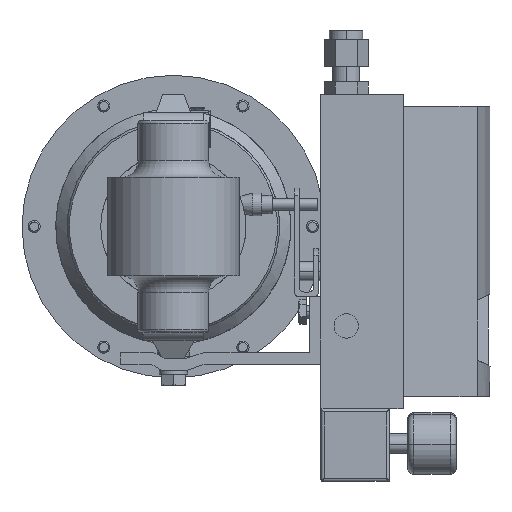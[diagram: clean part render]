
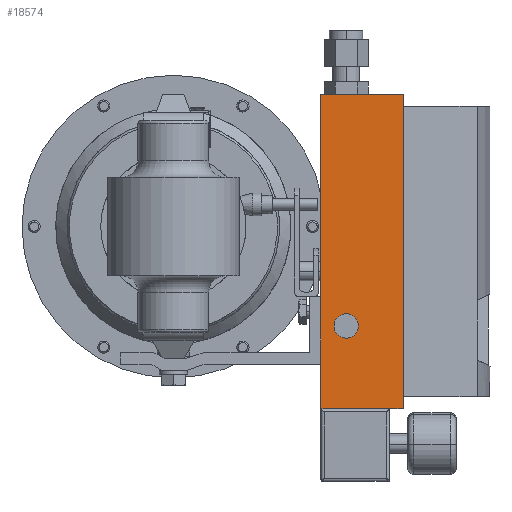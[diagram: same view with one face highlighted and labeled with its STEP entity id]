
A CAD part, front view. The second image highlights one B-rep face of the part: STEP entity #18574.
In plain terms, the highlighted planar face has unit normal (0, -1, 0).
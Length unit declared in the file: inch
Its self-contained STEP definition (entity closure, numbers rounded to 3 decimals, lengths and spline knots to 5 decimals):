
#382 = CARTESIAN_POINT ( 'NONE',  ( 3.04884, 4.37456, 2.73652 ) ) ;
#854 = CARTESIAN_POINT ( 'NONE',  ( 3.04884, 4.37456, -2.84348 ) ) ;
#1624 = VECTOR ( 'NONE', #30909, 39.37008 ) ;
#3181 = CARTESIAN_POINT ( 'NONE',  ( 4.74881, 4.37456, -3.51348 ) ) ;
#3223 = DIRECTION ( 'NONE',  ( 0., 0., -1. ) ) ;
#3370 = ORIENTED_EDGE ( 'NONE', *, *, #15380, .T. ) ;
#3376 = FACE_BOUND ( 'NONE', #5251, .T. ) ;
#3438 = CIRCLE ( 'NONE', #12278, 0.25157 ) ;
#3618 = DIRECTION ( 'NONE',  ( 0., -1., 0. ) ) ;
#3666 = CARTESIAN_POINT ( 'NONE',  ( 3.56992, 4.37456, -2.05174 ) ) ;
#3968 = DIRECTION ( 'NONE',  ( -1., 0., 0. ) ) ;
#5251 = EDGE_LOOP ( 'NONE', ( #14392, #17005 ) ) ;
#5601 = CARTESIAN_POINT ( 'NONE',  ( 3.31835, 4.37456, -2.05174 ) ) ;
#5920 = PLANE ( 'NONE',  #19250 ) ;
#6024 = LINE ( 'NONE', #3181, #6307 ) ;
#6167 = CARTESIAN_POINT ( 'NONE',  ( 3.04884, 4.37456, -3.76348 ) ) ;
#6307 = VECTOR ( 'NONE', #3223, 39.37008 ) ;
#6639 = DIRECTION ( 'NONE',  ( 1., 0., 0. ) ) ;
#6831 = ORIENTED_EDGE ( 'NONE', *, *, #19994, .F. ) ;
#7327 = EDGE_CURVE ( 'NONE', #22777, #28470, #26630, .T. ) ;
#7610 = EDGE_CURVE ( 'NONE', #10837, #9604, #29157, .T. ) ;
#8195 = CARTESIAN_POINT ( 'NONE',  ( 4.74881, 4.37456, 2.48652 ) ) ;
#8245 = CARTESIAN_POINT ( 'NONE',  ( 4.46625, 4.37456, -3.76348 ) ) ;
#9604 = VERTEX_POINT ( 'NONE', #26434 ) ;
#10079 = EDGE_CURVE ( 'NONE', #11036, #22777, #23193, .T. ) ;
#10396 = DIRECTION ( 'NONE',  ( -1., 0., 0. ) ) ;
#10837 = VERTEX_POINT ( 'NONE', #8195 ) ;
#10891 = CARTESIAN_POINT ( 'NONE',  ( 3.56992, 4.37456, -2.05174 ) ) ;
#10985 = DIRECTION ( 'NONE',  ( 0., -1., 0. ) ) ;
#11036 = VERTEX_POINT ( 'NONE', #382 ) ;
#11135 = CARTESIAN_POINT ( 'NONE',  ( 4.74881, 4.37456, 2.73652 ) ) ;
#11181 = ORIENTED_EDGE ( 'NONE', *, *, #7610, .F. ) ;
#11497 = VERTEX_POINT ( 'NONE', #32726 ) ;
#11914 = FACE_OUTER_BOUND ( 'NONE', #27780, .T. ) ;
#12270 = LINE ( 'NONE', #11135, #32362 ) ;
#12278 = AXIS2_PLACEMENT_3D ( 'NONE', #10891, #10985, #10396 ) ;
#12958 = CARTESIAN_POINT ( 'NONE',  ( 6.05485, 4.37456, -3.76348 ) ) ;
#13017 = CARTESIAN_POINT ( 'NONE',  ( 3.04884, 4.37456, -3.51348 ) ) ;
#13640 = VERTEX_POINT ( 'NONE', #5601 ) ;
#13667 = EDGE_CURVE ( 'NONE', #28470, #18259, #30373, .T. ) ;
#14015 = CARTESIAN_POINT ( 'NONE',  ( 3.04884, 4.37456, -3.51348 ) ) ;
#14021 = DIRECTION ( 'NONE',  ( 0., 0., -1. ) ) ;
#14147 = ORIENTED_EDGE ( 'NONE', *, *, #24817, .F. ) ;
#14392 = ORIENTED_EDGE ( 'NONE', *, *, #31598, .F. ) ;
#15004 = ORIENTED_EDGE ( 'NONE', *, *, #13667, .T. ) ;
#15130 = AXIS2_PLACEMENT_3D ( 'NONE', #3666, #3618, #3968 ) ;
#15380 = EDGE_CURVE ( 'NONE', #31350, #30917, #24179, .T. ) ;
#15402 = LINE ( 'NONE', #30759, #1624 ) ;
#16973 = LINE ( 'NONE', #12958, #22935 ) ;
#17005 = ORIENTED_EDGE ( 'NONE', *, *, #25762, .F. ) ;
#17419 = ORIENTED_EDGE ( 'NONE', *, *, #25961, .T. ) ;
#18259 = VERTEX_POINT ( 'NONE', #6167 ) ;
#18574 = ADVANCED_FACE ( 'NONE', ( #11914, #3376 ), #5920, .F. ) ;
#18945 = DIRECTION ( 'NONE',  ( -1., 0., 0. ) ) ;
#19250 = AXIS2_PLACEMENT_3D ( 'NONE', #20494, #19496, #18945 ) ;
#19373 = CARTESIAN_POINT ( 'NONE',  ( 3.04884, 4.37456, -3.51348 ) ) ;
#19496 = DIRECTION ( 'NONE',  ( 0., 1., 0. ) ) ;
#19558 = DIRECTION ( 'NONE',  ( 0., 0., -1. ) ) ;
#19994 = EDGE_CURVE ( 'NONE', #9604, #30917, #6024, .T. ) ;
#20174 = VECTOR ( 'NONE', #21039, 39.37008 ) ;
#20494 = CARTESIAN_POINT ( 'NONE',  ( 3.04884, 4.37456, -3.51348 ) ) ;
#20938 = CARTESIAN_POINT ( 'NONE',  ( 4.74881, 4.37456, 2.48652 ) ) ;
#21039 = DIRECTION ( 'NONE',  ( 0., 0., -1. ) ) ;
#22542 = CIRCLE ( 'NONE', #15130, 0.25157 ) ;
#22696 = ORIENTED_EDGE ( 'NONE', *, *, #23236, .F. ) ;
#22777 = VERTEX_POINT ( 'NONE', #27212 ) ;
#22935 = VECTOR ( 'NONE', #6639, 39.37008 ) ;
#23193 = LINE ( 'NONE', #19373, #20174 ) ;
#23236 = EDGE_CURVE ( 'NONE', #11497, #10837, #12270, .T. ) ;
#24179 = LINE ( 'NONE', #29116, #26046 ) ;
#24817 = EDGE_CURVE ( 'NONE', #11036, #11497, #15402, .T. ) ;
#25762 = EDGE_CURVE ( 'NONE', #31754, #13640, #22542, .T. ) ;
#25770 = VECTOR ( 'NONE', #19558, 39.37008 ) ;
#25961 = EDGE_CURVE ( 'NONE', #18259, #31350, #16973, .T. ) ;
#26046 = VECTOR ( 'NONE', #31166, 39.37008 ) ;
#26434 = CARTESIAN_POINT ( 'NONE',  ( 4.74881, 4.37456, -3.51348 ) ) ;
#26458 = VECTOR ( 'NONE', #14021, 39.37008 ) ;
#26630 = LINE ( 'NONE', #14015, #26458 ) ;
#27024 = ORIENTED_EDGE ( 'NONE', *, *, #10079, .T. ) ;
#27212 = CARTESIAN_POINT ( 'NONE',  ( 3.04884, 4.37456, -1.44348 ) ) ;
#27780 = EDGE_LOOP ( 'NONE', ( #17419, #3370, #6831, #11181, #22696, #14147, #27024, #32233, #15004 ) ) ;
#28082 = VECTOR ( 'NONE', #30557, 39.37008 ) ;
#28470 = VERTEX_POINT ( 'NONE', #854 ) ;
#28747 = CARTESIAN_POINT ( 'NONE',  ( 4.74881, 4.37456, -3.76348 ) ) ;
#29116 = CARTESIAN_POINT ( 'NONE',  ( 3.04884, 4.37456, -3.76348 ) ) ;
#29157 = LINE ( 'NONE', #20938, #25770 ) ;
#29588 = DIRECTION ( 'NONE',  ( 0., 0., -1. ) ) ;
#30373 = LINE ( 'NONE', #13017, #28082 ) ;
#30557 = DIRECTION ( 'NONE',  ( 0., 0., -1. ) ) ;
#30759 = CARTESIAN_POINT ( 'NONE',  ( 3.04884, 4.37456, 2.73652 ) ) ;
#30909 = DIRECTION ( 'NONE',  ( 1., 0., 0. ) ) ;
#30917 = VERTEX_POINT ( 'NONE', #28747 ) ;
#31166 = DIRECTION ( 'NONE',  ( 1., 0., 0. ) ) ;
#31350 = VERTEX_POINT ( 'NONE', #8245 ) ;
#31598 = EDGE_CURVE ( 'NONE', #13640, #31754, #3438, .T. ) ;
#31754 = VERTEX_POINT ( 'NONE', #32455 ) ;
#32233 = ORIENTED_EDGE ( 'NONE', *, *, #7327, .T. ) ;
#32362 = VECTOR ( 'NONE', #29588, 39.37008 ) ;
#32455 = CARTESIAN_POINT ( 'NONE',  ( 3.82149, 4.37456, -2.05174 ) ) ;
#32726 = CARTESIAN_POINT ( 'NONE',  ( 4.74881, 4.37456, 2.73652 ) ) ;
